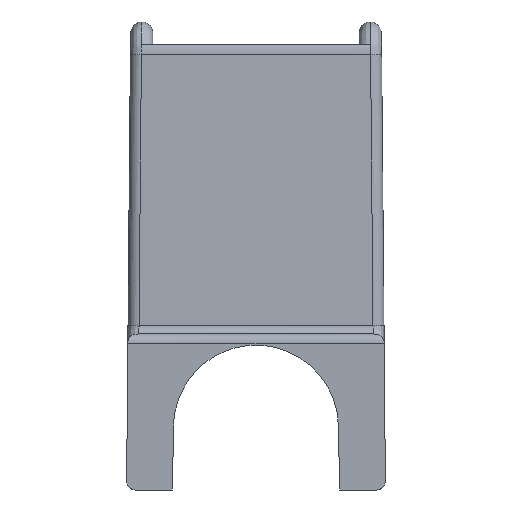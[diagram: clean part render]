
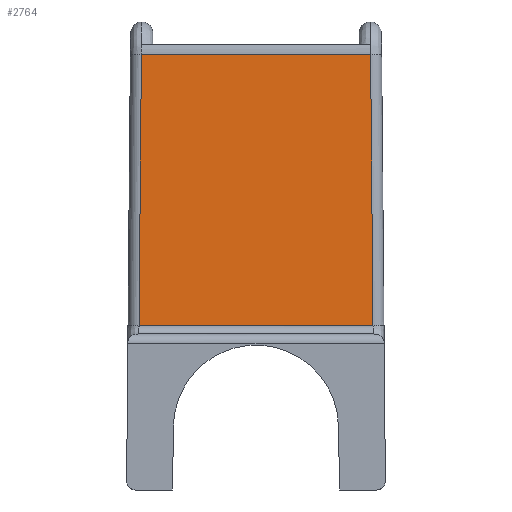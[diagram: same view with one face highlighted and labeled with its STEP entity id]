
A CAD part, front view. The second image highlights one B-rep face of the part: STEP entity #2764.
In plain terms, the highlighted planar face has unit normal (0, -1, 0.018).
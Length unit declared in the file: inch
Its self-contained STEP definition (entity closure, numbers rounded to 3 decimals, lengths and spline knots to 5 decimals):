
#24 = EDGE_LOOP ( 'NONE', ( #2928, #2003, #3968, #2754 ) ) ;
#40 = LINE ( 'NONE', #332, #3590 ) ;
#78 = EDGE_CURVE ( 'NONE', #708, #3482, #40, .T. ) ;
#85 = CARTESIAN_POINT ( 'NONE',  ( 0.44291, 0., -0.11605 ) ) ;
#120 = LINE ( 'NONE', #3686, #1793 ) ;
#143 = LINE ( 'NONE', #1398, #4085 ) ;
#177 = VECTOR ( 'NONE', #1379, 39.37008 ) ;
#332 = CARTESIAN_POINT ( 'NONE',  ( 0.40394, 0.00202, -0.00038 ) ) ;
#352 = DIRECTION ( 'NONE',  ( 0., 0.017, 1. ) ) ;
#498 = AXIS2_PLACEMENT_3D ( 'NONE', #3201, #1626, #352 ) ;
#585 = VERTEX_POINT ( 'NONE', #3662 ) ;
#620 = PLANE ( 'NONE',  #498 ) ;
#708 = VERTEX_POINT ( 'NONE', #1071 ) ;
#820 = CARTESIAN_POINT ( 'NONE',  ( 0.41329, -0.01668, -1.07142 ) ) ;
#822 = CARTESIAN_POINT ( 'NONE',  ( -0.41329, -0.01668, -1.07142 ) ) ;
#1071 = CARTESIAN_POINT ( 'NONE',  ( 0.40495, 0., -0.11605 ) ) ;
#1379 = DIRECTION ( 'NONE',  ( 1., 0., 0. ) ) ;
#1398 = CARTESIAN_POINT ( 'NONE',  ( -0.41329, -0.01668, -1.07142 ) ) ;
#1626 = DIRECTION ( 'NONE',  ( 0., 1., -0.017 ) ) ;
#1693 = VERTEX_POINT ( 'NONE', #822 ) ;
#1765 = DIRECTION ( 'NONE',  ( -1., 0., 0. ) ) ;
#1793 = VECTOR ( 'NONE', #1765, 39.37008 ) ;
#1899 = DIRECTION ( 'NONE',  ( 0.009, -0.017, -1. ) ) ;
#2003 = ORIENTED_EDGE ( 'NONE', *, *, #4088, .F. ) ;
#2234 = FACE_OUTER_BOUND ( 'NONE', #24, .T. ) ;
#2506 = EDGE_CURVE ( 'NONE', #585, #708, #2983, .T. ) ;
#2754 = ORIENTED_EDGE ( 'NONE', *, *, #2506, .F. ) ;
#2764 = ADVANCED_FACE ( 'NONE', ( #2234 ), #620, .F. ) ;
#2928 = ORIENTED_EDGE ( 'NONE', *, *, #3699, .F. ) ;
#2983 = LINE ( 'NONE', #85, #177 ) ;
#3201 = CARTESIAN_POINT ( 'NONE',  ( 0.44291, 0., -0.11605 ) ) ;
#3482 = VERTEX_POINT ( 'NONE', #820 ) ;
#3590 = VECTOR ( 'NONE', #1899, 39.37008 ) ;
#3629 = DIRECTION ( 'NONE',  ( 0.009, 0.017, 1. ) ) ;
#3662 = CARTESIAN_POINT ( 'NONE',  ( -0.40495, 0., -0.11605 ) ) ;
#3686 = CARTESIAN_POINT ( 'NONE',  ( 0.44291, -0.01668, -1.07142 ) ) ;
#3699 = EDGE_CURVE ( 'NONE', #1693, #585, #143, .T. ) ;
#3968 = ORIENTED_EDGE ( 'NONE', *, *, #78, .F. ) ;
#4085 = VECTOR ( 'NONE', #3629, 39.37008 ) ;
#4088 = EDGE_CURVE ( 'NONE', #3482, #1693, #120, .T. ) ;
